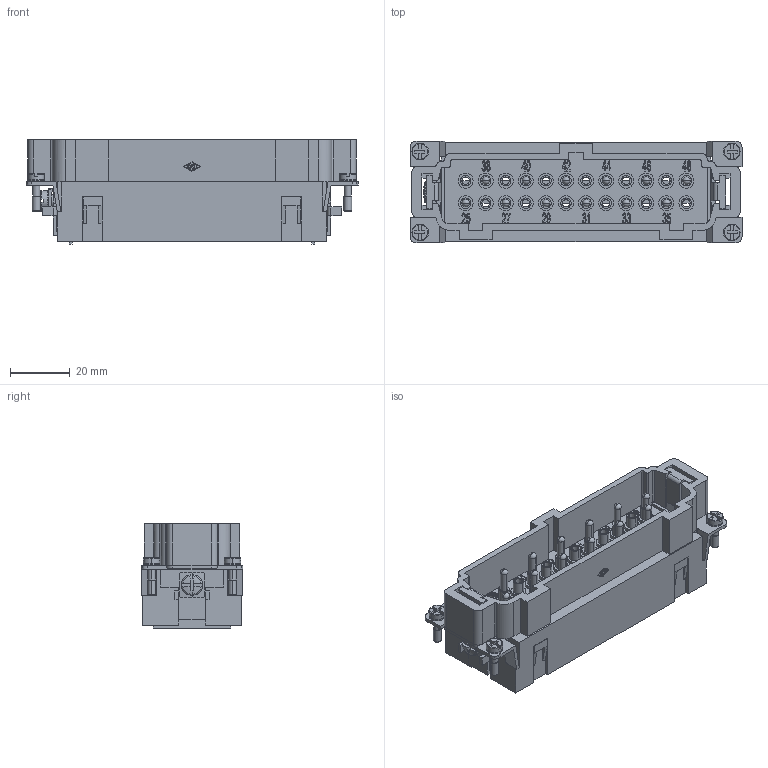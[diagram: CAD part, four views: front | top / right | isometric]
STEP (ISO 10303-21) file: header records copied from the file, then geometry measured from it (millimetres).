
FILE_DESCRIPTION((''),'2;1');
FILE_NAME('CMSEM 10 N.stp','2006-10-25T11:01:22',('gembarski'),(''),'Autodesk Inventor 7','Autodesk Inventor 7','');
FILE_SCHEMA(('AUTOMOTIVE_DESIGN { 1 0 10303 214 1 1 1 1 }'));
Length unit declared in the file: millimetre
Products named in the file (1): CMSEM Kontakteinsätze mit Käfigzugfederanschluss
Bounding box: 110.8 x 34 x 35 mm (x, y, z)
Volume: 59746.4 mm3; surface area: 36624.9 mm2
Topology: 1 solids, 1 shells, 2013 faces, 5353 edges, 3502 vertices
Faces by surface type: plane 804, bspline 777, cylinder 360, cone 32, sphere 26, torus 14
Entity records: 65522 total; most frequent: CARTESIAN_POINT 18502, ORIENTED_EDGE 10610, DIRECTION 7953, EDGE_CURVE 5305, VERTEX_POINT 3502, VECTOR 3475, LINE 3475, EDGE_LOOP 2333
